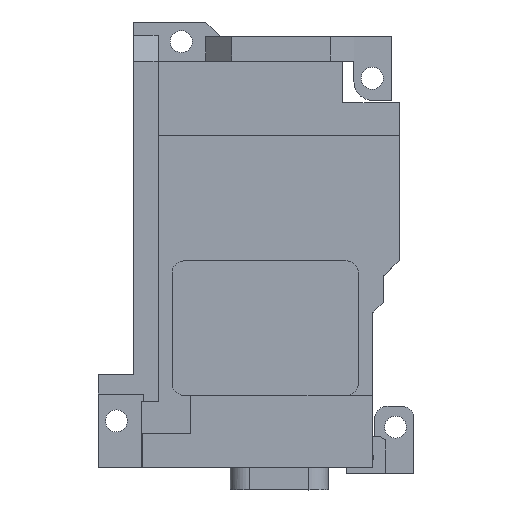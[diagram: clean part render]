
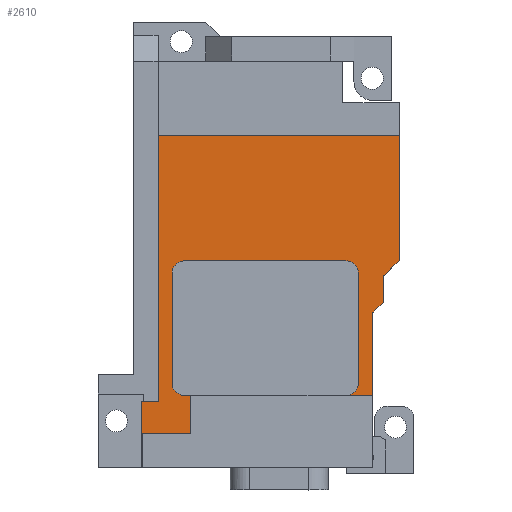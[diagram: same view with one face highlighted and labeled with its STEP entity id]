
A CAD part, top view. The second image highlights one B-rep face of the part: STEP entity #2610.
In plain terms, the highlighted planar face has unit normal (0, 0, 1).
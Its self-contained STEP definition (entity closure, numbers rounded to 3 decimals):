
#1755 = VERTEX_POINT('',#1756);
#1756 = CARTESIAN_POINT('',(-11.25,5.4,2.9));
#1762 = EDGE_CURVE('',#1755,#1763,#1765,.T.);
#1763 = VERTEX_POINT('',#1764);
#1764 = CARTESIAN_POINT('',(-9.9,5.4,2.9));
#1765 = LINE('',#1766,#1767);
#1766 = CARTESIAN_POINT('',(-5.313,5.4,2.9));
#1767 = VECTOR('',#1768,1.);
#1768 = DIRECTION('',(1.,0.,0.));
#1948 = VERTEX_POINT('',#1949);
#1949 = CARTESIAN_POINT('',(-11.25,0.,2.9));
#1955 = EDGE_CURVE('',#1948,#1755,#1956,.T.);
#1956 = LINE('',#1957,#1958);
#1957 = CARTESIAN_POINT('',(-11.25,9.475,2.9));
#1958 = VECTOR('',#1959,1.);
#1959 = DIRECTION('',(0.,1.,0.));
#2017 = VERTEX_POINT('',#2018);
#2018 = CARTESIAN_POINT('',(-11.2,0.,2.9));
#2024 = EDGE_CURVE('',#2017,#1948,#2025,.T.);
#2025 = LINE('',#2026,#2027);
#2026 = CARTESIAN_POINT('',(-5.988,0.,2.9));
#2027 = VECTOR('',#2028,1.);
#2028 = DIRECTION('',(-1.,0.,0.));
#2252 = VERTEX_POINT('',#2253);
#2253 = CARTESIAN_POINT('',(9.8,27.1,2.9));
#2259 = EDGE_CURVE('',#2252,#2260,#2262,.T.);
#2260 = VERTEX_POINT('',#2261);
#2261 = CARTESIAN_POINT('',(9.8,16.9,2.9));
#2262 = LINE('',#2263,#2264);
#2263 = CARTESIAN_POINT('',(9.8,14.625,2.9));
#2264 = VECTOR('',#2265,1.);
#2265 = DIRECTION('',(0.,-1.,0.));
#2288 = EDGE_CURVE('',#1763,#2289,#2291,.T.);
#2289 = VERTEX_POINT('',#2290);
#2290 = CARTESIAN_POINT('',(-9.9,27.1,2.9));
#2291 = LINE('',#2292,#2293);
#2292 = CARTESIAN_POINT('',(-9.9,20.325,2.9));
#2293 = VECTOR('',#2294,1.);
#2294 = DIRECTION('',(0.,1.,0.));
#2327 = EDGE_CURVE('',#2328,#2330,#2332,.T.);
#2328 = VERTEX_POINT('',#2329);
#2329 = CARTESIAN_POINT('',(-7.75,16.88,2.9));
#2330 = VERTEX_POINT('',#2331);
#2331 = CARTESIAN_POINT('',(5.45,16.88,2.9));
#2332 = LINE('',#2333,#2334);
#2333 = CARTESIAN_POINT('',(2.363,16.88,2.9));
#2334 = VECTOR('',#2335,1.);
#2335 = DIRECTION('',(1.,0.,0.));
#2367 = EDGE_CURVE('',#2330,#2368,#2370,.T.);
#2368 = VERTEX_POINT('',#2369);
#2369 = CARTESIAN_POINT('',(6.45,15.88,2.9));
#2370 = CIRCLE('',#2371,1.);
#2371 = AXIS2_PLACEMENT_3D('',#2372,#2373,#2374);
#2372 = CARTESIAN_POINT('',(5.45,15.88,2.9));
#2373 = DIRECTION('',(0.,0.,-1.));
#2374 = DIRECTION('',(1.,0.,0.));
#2400 = EDGE_CURVE('',#2368,#2401,#2403,.T.);
#2401 = VERTEX_POINT('',#2402);
#2402 = CARTESIAN_POINT('',(6.45,6.88,2.9));
#2403 = LINE('',#2404,#2405);
#2404 = CARTESIAN_POINT('',(6.45,10.215,2.9));
#2405 = VECTOR('',#2406,1.);
#2406 = DIRECTION('',(0.,-1.,0.));
#2431 = EDGE_CURVE('',#2401,#2432,#2434,.T.);
#2432 = VERTEX_POINT('',#2433);
#2433 = CARTESIAN_POINT('',(5.45,5.88,2.9));
#2434 = CIRCLE('',#2435,1.);
#2435 = AXIS2_PLACEMENT_3D('',#2436,#2437,#2438);
#2436 = CARTESIAN_POINT('',(5.45,6.88,2.9));
#2437 = DIRECTION('',(0.,0.,-1.));
#2438 = DIRECTION('',(0.,-1.,0.));
#2465 = VERTEX_POINT('',#2466);
#2466 = CARTESIAN_POINT('',(-7.25,5.88,2.9));
#2483 = VERTEX_POINT('',#2484);
#2484 = CARTESIAN_POINT('',(-7.75,5.88,2.9));
#2490 = EDGE_CURVE('',#2465,#2483,#2491,.T.);
#2491 = LINE('',#2492,#2493);
#2492 = CARTESIAN_POINT('',(-4.238,5.88,2.9));
#2493 = VECTOR('',#2494,1.);
#2494 = DIRECTION('',(-1.,0.,0.));
#2504 = EDGE_CURVE('',#2483,#2505,#2507,.T.);
#2505 = VERTEX_POINT('',#2506);
#2506 = CARTESIAN_POINT('',(-8.75,6.88,2.9));
#2507 = CIRCLE('',#2508,1.);
#2508 = AXIS2_PLACEMENT_3D('',#2509,#2510,#2511);
#2509 = CARTESIAN_POINT('',(-7.75,6.88,2.9));
#2510 = DIRECTION('',(0.,0.,-1.));
#2511 = DIRECTION('',(-1.,0.,-0.));
#2537 = EDGE_CURVE('',#2505,#2538,#2540,.T.);
#2538 = VERTEX_POINT('',#2539);
#2539 = CARTESIAN_POINT('',(-8.75,15.88,2.9));
#2540 = LINE('',#2541,#2542);
#2541 = CARTESIAN_POINT('',(-8.75,14.715,2.9));
#2542 = VECTOR('',#2543,1.);
#2543 = DIRECTION('',(0.,1.,0.));
#2568 = EDGE_CURVE('',#2538,#2328,#2569,.T.);
#2569 = CIRCLE('',#2570,1.);
#2570 = AXIS2_PLACEMENT_3D('',#2571,#2572,#2573);
#2571 = CARTESIAN_POINT('',(-7.75,15.88,2.9));
#2572 = DIRECTION('',(0.,0.,-1.));
#2573 = DIRECTION('',(0.,1.,0.));
#2610 = ADVANCED_FACE('',(#2611),#2708,.T.);
#2611 = FACE_BOUND('',#2612,.T.);
#2612 = EDGE_LOOP('',(#2613,#2614,#2615,#2616,#2617,#2618,#2619,#2620,
    #2621,#2629,#2637,#2645,#2653,#2661,#2669,#2675,#2676,#2682,#2683,
    #2684,#2685,#2686,#2694,#2702));
#2613 = ORIENTED_EDGE('',*,*,#2490,.T.);
#2614 = ORIENTED_EDGE('',*,*,#2504,.T.);
#2615 = ORIENTED_EDGE('',*,*,#2537,.T.);
#2616 = ORIENTED_EDGE('',*,*,#2568,.T.);
#2617 = ORIENTED_EDGE('',*,*,#2327,.T.);
#2618 = ORIENTED_EDGE('',*,*,#2367,.T.);
#2619 = ORIENTED_EDGE('',*,*,#2400,.T.);
#2620 = ORIENTED_EDGE('',*,*,#2431,.T.);
#2621 = ORIENTED_EDGE('',*,*,#2622,.T.);
#2622 = EDGE_CURVE('',#2432,#2623,#2625,.T.);
#2623 = VERTEX_POINT('',#2624);
#2624 = CARTESIAN_POINT('',(7.6,5.88,2.9));
#2625 = LINE('',#2626,#2627);
#2626 = CARTESIAN_POINT('',(3.438,5.88,2.9));
#2627 = VECTOR('',#2628,1.);
#2628 = DIRECTION('',(1.,0.,0.));
#2629 = ORIENTED_EDGE('',*,*,#2630,.F.);
#2630 = EDGE_CURVE('',#2631,#2623,#2633,.T.);
#2631 = VERTEX_POINT('',#2632);
#2632 = CARTESIAN_POINT('',(7.6,12.7,2.9));
#2633 = LINE('',#2634,#2635);
#2634 = CARTESIAN_POINT('',(7.6,6.775,2.9));
#2635 = VECTOR('',#2636,1.);
#2636 = DIRECTION('',(0.,-1.,0.));
#2637 = ORIENTED_EDGE('',*,*,#2638,.F.);
#2638 = EDGE_CURVE('',#2639,#2631,#2641,.T.);
#2639 = VERTEX_POINT('',#2640);
#2640 = CARTESIAN_POINT('',(7.7,12.7,2.9));
#2641 = LINE('',#2642,#2643);
#2642 = CARTESIAN_POINT('',(3.438,12.7,2.9));
#2643 = VECTOR('',#2644,1.);
#2644 = DIRECTION('',(-1.,0.,0.));
#2645 = ORIENTED_EDGE('',*,*,#2646,.F.);
#2646 = EDGE_CURVE('',#2647,#2639,#2649,.T.);
#2647 = VERTEX_POINT('',#2648);
#2648 = CARTESIAN_POINT('',(8.5,13.5,2.9));
#2649 = LINE('',#2650,#2651);
#2650 = CARTESIAN_POINT('',(6.006,11.006,2.9));
#2651 = VECTOR('',#2652,1.);
#2652 = DIRECTION('',(-0.707,-0.707,0.));
#2653 = ORIENTED_EDGE('',*,*,#2654,.F.);
#2654 = EDGE_CURVE('',#2655,#2647,#2657,.T.);
#2655 = VERTEX_POINT('',#2656);
#2656 = CARTESIAN_POINT('',(8.5,15.7,2.9));
#2657 = LINE('',#2658,#2659);
#2658 = CARTESIAN_POINT('',(8.5,13.125,2.9));
#2659 = VECTOR('',#2660,1.);
#2660 = DIRECTION('',(0.,-1.,0.));
#2661 = ORIENTED_EDGE('',*,*,#2662,.F.);
#2662 = EDGE_CURVE('',#2663,#2655,#2665,.T.);
#2663 = VERTEX_POINT('',#2664);
#2664 = CARTESIAN_POINT('',(8.6,15.7,2.9));
#2665 = LINE('',#2666,#2667);
#2666 = CARTESIAN_POINT('',(3.888,15.7,2.9));
#2667 = VECTOR('',#2668,1.);
#2668 = DIRECTION('',(-1.,0.,0.));
#2669 = ORIENTED_EDGE('',*,*,#2670,.F.);
#2670 = EDGE_CURVE('',#2260,#2663,#2671,.T.);
#2671 = LINE('',#2672,#2673);
#2672 = CARTESIAN_POINT('',(6.031,13.131,2.9));
#2673 = VECTOR('',#2674,1.);
#2674 = DIRECTION('',(-0.707,-0.707,0.));
#2675 = ORIENTED_EDGE('',*,*,#2259,.F.);
#2676 = ORIENTED_EDGE('',*,*,#2677,.F.);
#2677 = EDGE_CURVE('',#2289,#2252,#2678,.T.);
#2678 = LINE('',#2679,#2680);
#2679 = CARTESIAN_POINT('',(4.538,27.1,2.9));
#2680 = VECTOR('',#2681,1.);
#2681 = DIRECTION('',(1.,0.,0.));
#2682 = ORIENTED_EDGE('',*,*,#2288,.F.);
#2683 = ORIENTED_EDGE('',*,*,#1762,.F.);
#2684 = ORIENTED_EDGE('',*,*,#1955,.F.);
#2685 = ORIENTED_EDGE('',*,*,#2024,.F.);
#2686 = ORIENTED_EDGE('',*,*,#2687,.T.);
#2687 = EDGE_CURVE('',#2017,#2688,#2690,.T.);
#2688 = VERTEX_POINT('',#2689);
#2689 = CARTESIAN_POINT('',(-11.2,2.8,2.9));
#2690 = LINE('',#2691,#2692);
#2691 = CARTESIAN_POINT('',(-11.2,8.175,2.9));
#2692 = VECTOR('',#2693,1.);
#2693 = DIRECTION('',(0.,1.,0.));
#2694 = ORIENTED_EDGE('',*,*,#2695,.T.);
#2695 = EDGE_CURVE('',#2688,#2696,#2698,.T.);
#2696 = VERTEX_POINT('',#2697);
#2697 = CARTESIAN_POINT('',(-7.25,2.8,2.9));
#2698 = LINE('',#2699,#2700);
#2699 = CARTESIAN_POINT('',(-3.988,2.8,2.9));
#2700 = VECTOR('',#2701,1.);
#2701 = DIRECTION('',(1.,0.,0.));
#2702 = ORIENTED_EDGE('',*,*,#2703,.T.);
#2703 = EDGE_CURVE('',#2696,#2465,#2704,.T.);
#2704 = LINE('',#2705,#2706);
#2705 = CARTESIAN_POINT('',(-7.25,9.715,2.9));
#2706 = VECTOR('',#2707,1.);
#2707 = DIRECTION('',(0.,1.,0.));
#2708 = PLANE('',#2709);
#2709 = AXIS2_PLACEMENT_3D('',#2710,#2711,#2712);
#2710 = CARTESIAN_POINT('',(-0.725,13.55,2.9));
#2711 = DIRECTION('',(0.,0.,1.));
#2712 = DIRECTION('',(1.,0.,0.));
